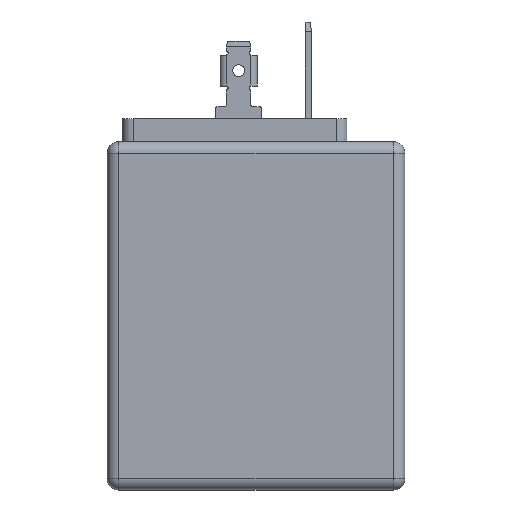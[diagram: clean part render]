
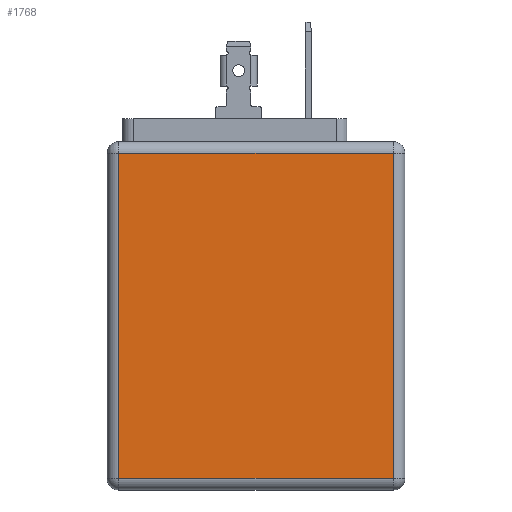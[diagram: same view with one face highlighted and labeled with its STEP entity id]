
A CAD part, left-side view. The second image highlights one B-rep face of the part: STEP entity #1768.
In plain terms, the highlighted planar face has unit normal (-1, 0, 0).
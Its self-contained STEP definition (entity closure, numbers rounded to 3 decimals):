
#74 = VECTOR ( 'NONE', #4361, 1000. ) ;
#133 = EDGE_CURVE ( 'NONE', #3648, #4537, #3335, .T. ) ;
#156 = VERTEX_POINT ( 'NONE', #281 ) ;
#246 = DIRECTION ( 'NONE',  ( 1., 0., 0. ) ) ;
#281 = CARTESIAN_POINT ( 'NONE',  ( -18., 1.5, 20. ) ) ;
#365 = EDGE_CURVE ( 'NONE', #156, #2085, #3735, .T. ) ;
#673 = VECTOR ( 'NONE', #2035, 1000. ) ;
#808 = CARTESIAN_POINT ( 'NONE',  ( -18., 38.5, 20. ) ) ;
#988 = CARTESIAN_POINT ( 'NONE',  ( -18., 38.5, -22. ) ) ;
#1280 = EDGE_CURVE ( 'NONE', #2085, #3648, #2490, .T. ) ;
#1420 = VECTOR ( 'NONE', #2798, 1000. ) ;
#1477 = DIRECTION ( 'NONE',  ( 0., 1., 0. ) ) ;
#1768 = ADVANCED_FACE ( 'NONE', ( #3379 ), #2840, .F. ) ;
#1921 = EDGE_LOOP ( 'NONE', ( #4432, #2673, #2689, #2313 ) ) ;
#2035 = DIRECTION ( 'NONE',  ( 0., 0., 1. ) ) ;
#2085 = VERTEX_POINT ( 'NONE', #3426 ) ;
#2087 = CARTESIAN_POINT ( 'NONE',  ( -18., 1.5, -23.5 ) ) ;
#2313 = ORIENTED_EDGE ( 'NONE', *, *, #1280, .T. ) ;
#2490 = LINE ( 'NONE', #2927, #74 ) ;
#2551 = VECTOR ( 'NONE', #1477, 1000. ) ;
#2673 = ORIENTED_EDGE ( 'NONE', *, *, #3190, .T. ) ;
#2689 = ORIENTED_EDGE ( 'NONE', *, *, #365, .T. ) ;
#2798 = DIRECTION ( 'NONE',  ( 0., -1., 0. ) ) ;
#2840 = PLANE ( 'NONE',  #4009 ) ;
#2861 = DIRECTION ( 'NONE',  ( 0., 0., -1. ) ) ;
#2927 = CARTESIAN_POINT ( 'NONE',  ( -18., 37., -23.5 ) ) ;
#3013 = CARTESIAN_POINT ( 'NONE',  ( -18., 37., -22. ) ) ;
#3190 = EDGE_CURVE ( 'NONE', #4537, #156, #4456, .T. ) ;
#3335 = LINE ( 'NONE', #988, #1420 ) ;
#3379 = FACE_OUTER_BOUND ( 'NONE', #1921, .T. ) ;
#3426 = CARTESIAN_POINT ( 'NONE',  ( -18., 37., 20. ) ) ;
#3648 = VERTEX_POINT ( 'NONE', #3013 ) ;
#3735 = LINE ( 'NONE', #808, #2551 ) ;
#3777 = CARTESIAN_POINT ( 'NONE',  ( -18., 38.5, -23.5 ) ) ;
#4009 = AXIS2_PLACEMENT_3D ( 'NONE', #3777, #246, #2861 ) ;
#4361 = DIRECTION ( 'NONE',  ( 0., 0., -1. ) ) ;
#4432 = ORIENTED_EDGE ( 'NONE', *, *, #133, .T. ) ;
#4456 = LINE ( 'NONE', #2087, #673 ) ;
#4537 = VERTEX_POINT ( 'NONE', #4731 ) ;
#4731 = CARTESIAN_POINT ( 'NONE',  ( -18., 1.5, -22. ) ) ;
